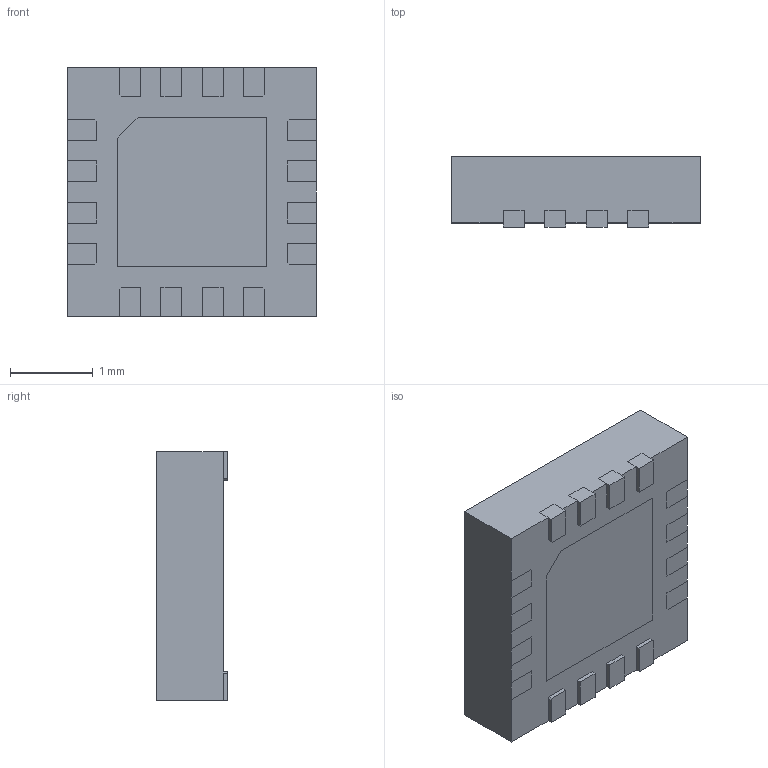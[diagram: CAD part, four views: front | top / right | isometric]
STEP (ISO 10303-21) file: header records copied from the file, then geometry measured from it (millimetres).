
FILE_DESCRIPTION (( 'STEP AP214' ), '1' );
FILE_NAME ('AB08XX.STEP', '2012-11-01T06:59:37', ( '' ), ( '' ), 'SwSTEP 2.0', 'SolidWorks 2012', '' );
FILE_SCHEMA (( 'AUTOMOTIVE_DESIGN' ));
Length unit declared in the file: millimetre
Products named in the file (1): AB08XX
Bounding box: 3 x 0.85 x 3 mm (x, y, z)
Volume: 7.2 mm3; surface area: 28.1 mm2
Topology: 1 solids, 1 shells, 161 faces, 462 edges, 317 vertices
Faces by surface type: plane 116, bspline 45
Entity records: 8861 total; most frequent: CARTESIAN_POINT 3250, ORIENTED_EDGE 924, DIRECTION 608, EDGE_CURVE 462, VECTOR 370, LINE 370, VERTEX_POINT 317, EDGE_LOOP 175
